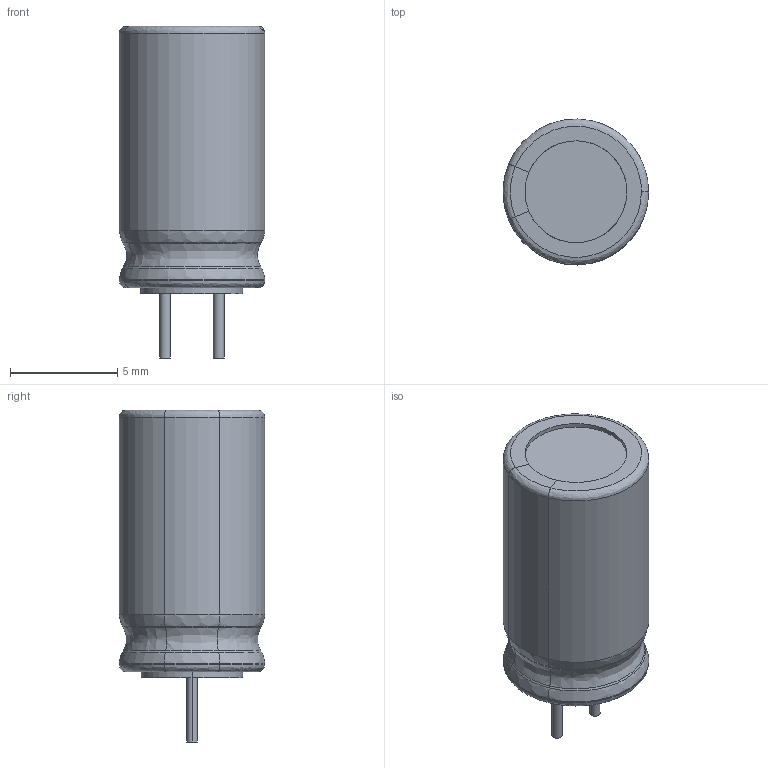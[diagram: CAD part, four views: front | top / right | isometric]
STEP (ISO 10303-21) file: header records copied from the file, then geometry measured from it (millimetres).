
FILE_DESCRIPTION (( 'STEP AP214' ), '1' );
FILE_NAME ('User Library-CapAluRadial_D63H110.STEP', '2016-02-29T08:21:43', ( 'Windows User' ), ( '' ), 'SwSTEP 2.0', 'SolidWorks 2016', '' );
FILE_SCHEMA (( 'AUTOMOTIVE_DESIGN' ));
Length unit declared in the file: centimetre
Products named in the file (6): User Library-CapAluRadial_D63H110_can; User Library-CapAluRadial_D63H110_rubber_pad; User Library-CapAluRadial_D63H110; User Library-CapAluRadial_D63H110_lead; User Library-CapAluRadial_D63H110_shell_and_minus_2; User Library-CapAluRadial_D63H110_shell_and_minus
Assembly tree (6 placements, depth 2):
  User Library-CapAluRadial_D63H110
    User Library-CapAluRadial_D63H110_rubber_pad
    User Library-CapAluRadial_D63H110_can
    User Library-CapAluRadial_D63H110_shell_and_minus
    User Library-CapAluRadial_D63H110_shell_and_minus_2
    User Library-CapAluRadial_D63H110_lead  x2
Bounding box: 6.79 x 6.8 x 15.5 mm (x, y, z)
Volume: 437.6 mm3; surface area: 788.5 mm2
Topology: 6 solids, 6 shells, 54 faces, 120 edges, 78 vertices
Faces by surface type: cylinder 17, plane 16, bspline 15, cone 6
Entity records: 2436 total; most frequent: CARTESIAN_POINT 582, ORIENTED_EDGE 228, DIRECTION 225, EDGE_CURVE 114, AXIS2_PLACEMENT_3D 93, VERTEX_POINT 74, UNCERTAINTY_MEASURE_WITH_UNIT 66, STYLED_ITEM 60
